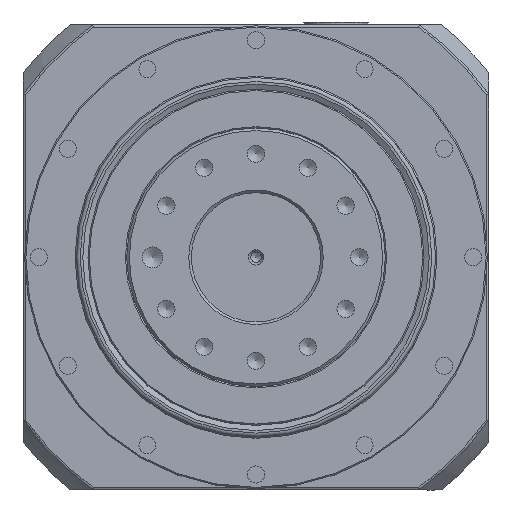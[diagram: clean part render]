
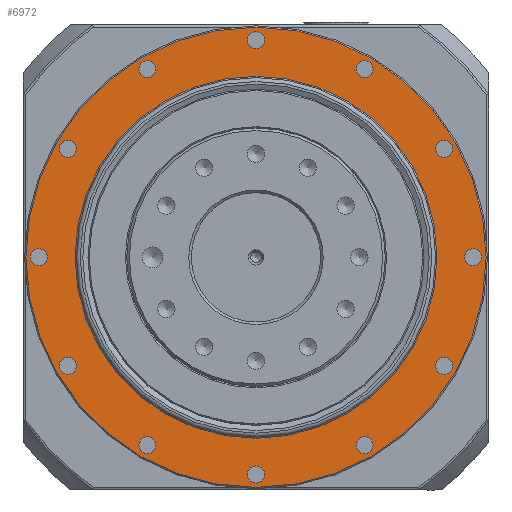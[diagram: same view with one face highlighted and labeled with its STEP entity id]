
A CAD part, left-side view. The second image highlights one B-rep face of the part: STEP entity #6972.
In plain terms, the highlighted planar face has unit normal (-1, 0, 0).
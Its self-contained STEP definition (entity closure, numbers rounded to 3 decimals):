
#1513=FACE_BOUND('',#2516,.T.);
#1514=FACE_BOUND('',#2517,.T.);
#1515=FACE_BOUND('',#2518,.T.);
#1516=FACE_BOUND('',#2519,.T.);
#1517=FACE_BOUND('',#2520,.T.);
#1518=FACE_BOUND('',#2521,.T.);
#1519=FACE_BOUND('',#2522,.T.);
#1520=FACE_BOUND('',#2523,.T.);
#1521=FACE_BOUND('',#2524,.T.);
#1522=FACE_BOUND('',#2525,.T.);
#1523=FACE_BOUND('',#2526,.T.);
#1524=FACE_BOUND('',#2527,.T.);
#1525=FACE_BOUND('',#2528,.T.);
#1918=FACE_OUTER_BOUND('',#2515,.T.);
#2515=EDGE_LOOP('',(#5626));
#2516=EDGE_LOOP('',(#5627));
#2517=EDGE_LOOP('',(#5628));
#2518=EDGE_LOOP('',(#5629));
#2519=EDGE_LOOP('',(#5630));
#2520=EDGE_LOOP('',(#5631));
#2521=EDGE_LOOP('',(#5632));
#2522=EDGE_LOOP('',(#5633));
#2523=EDGE_LOOP('',(#5634));
#2524=EDGE_LOOP('',(#5635));
#2525=EDGE_LOOP('',(#5636));
#2526=EDGE_LOOP('',(#5637));
#2527=EDGE_LOOP('',(#5638));
#2528=EDGE_LOOP('',(#5639));
#3179=CIRCLE('',#7668,70.);
#3184=CIRCLE('',#7676,89.);
#3185=CIRCLE('',#7677,3.3);
#3186=CIRCLE('',#7678,3.3);
#3187=CIRCLE('',#7679,3.3);
#3188=CIRCLE('',#7680,3.3);
#3189=CIRCLE('',#7681,3.3);
#3190=CIRCLE('',#7682,3.3);
#3191=CIRCLE('',#7683,3.3);
#3192=CIRCLE('',#7684,3.3);
#3193=CIRCLE('',#7685,3.3);
#3194=CIRCLE('',#7686,3.3);
#3195=CIRCLE('',#7687,3.3);
#3196=CIRCLE('',#7688,3.3);
#3691=VERTEX_POINT('',#11510);
#3696=VERTEX_POINT('',#11523);
#3697=VERTEX_POINT('',#11525);
#3698=VERTEX_POINT('',#11527);
#3699=VERTEX_POINT('',#11529);
#3700=VERTEX_POINT('',#11531);
#3701=VERTEX_POINT('',#11533);
#3702=VERTEX_POINT('',#11535);
#3703=VERTEX_POINT('',#11537);
#3704=VERTEX_POINT('',#11539);
#3705=VERTEX_POINT('',#11541);
#3706=VERTEX_POINT('',#11543);
#3707=VERTEX_POINT('',#11545);
#3708=VERTEX_POINT('',#11547);
#4428=EDGE_CURVE('',#3691,#3691,#3179,.T.);
#4433=EDGE_CURVE('',#3696,#3696,#3184,.T.);
#4434=EDGE_CURVE('',#3697,#3697,#3185,.T.);
#4435=EDGE_CURVE('',#3698,#3698,#3186,.T.);
#4436=EDGE_CURVE('',#3699,#3699,#3187,.T.);
#4437=EDGE_CURVE('',#3700,#3700,#3188,.T.);
#4438=EDGE_CURVE('',#3701,#3701,#3189,.T.);
#4439=EDGE_CURVE('',#3702,#3702,#3190,.T.);
#4440=EDGE_CURVE('',#3703,#3703,#3191,.T.);
#4441=EDGE_CURVE('',#3704,#3704,#3192,.T.);
#4442=EDGE_CURVE('',#3705,#3705,#3193,.T.);
#4443=EDGE_CURVE('',#3706,#3706,#3194,.T.);
#4444=EDGE_CURVE('',#3707,#3707,#3195,.T.);
#4445=EDGE_CURVE('',#3708,#3708,#3196,.T.);
#5626=ORIENTED_EDGE('',*,*,#4433,.F.);
#5627=ORIENTED_EDGE('',*,*,#4434,.T.);
#5628=ORIENTED_EDGE('',*,*,#4435,.T.);
#5629=ORIENTED_EDGE('',*,*,#4436,.T.);
#5630=ORIENTED_EDGE('',*,*,#4437,.T.);
#5631=ORIENTED_EDGE('',*,*,#4438,.T.);
#5632=ORIENTED_EDGE('',*,*,#4439,.T.);
#5633=ORIENTED_EDGE('',*,*,#4440,.T.);
#5634=ORIENTED_EDGE('',*,*,#4441,.T.);
#5635=ORIENTED_EDGE('',*,*,#4442,.T.);
#5636=ORIENTED_EDGE('',*,*,#4443,.T.);
#5637=ORIENTED_EDGE('',*,*,#4444,.T.);
#5638=ORIENTED_EDGE('',*,*,#4445,.T.);
#5639=ORIENTED_EDGE('',*,*,#4428,.T.);
#6644=PLANE('',#7675);
#6972=ADVANCED_FACE('',(#1918,#1513,#1514,#1515,#1516,#1517,#1518,#1519,
#1520,#1521,#1522,#1523,#1524,#1525),#6644,.T.);
#7668=AXIS2_PLACEMENT_3D('',#11511,#9063,#9064);
#7675=AXIS2_PLACEMENT_3D('',#11522,#9077,#9078);
#7676=AXIS2_PLACEMENT_3D('',#11524,#9079,#9080);
#7677=AXIS2_PLACEMENT_3D('',#11526,#9081,#9082);
#7678=AXIS2_PLACEMENT_3D('',#11528,#9083,#9084);
#7679=AXIS2_PLACEMENT_3D('',#11530,#9085,#9086);
#7680=AXIS2_PLACEMENT_3D('',#11532,#9087,#9088);
#7681=AXIS2_PLACEMENT_3D('',#11534,#9089,#9090);
#7682=AXIS2_PLACEMENT_3D('',#11536,#9091,#9092);
#7683=AXIS2_PLACEMENT_3D('',#11538,#9093,#9094);
#7684=AXIS2_PLACEMENT_3D('',#11540,#9095,#9096);
#7685=AXIS2_PLACEMENT_3D('',#11542,#9097,#9098);
#7686=AXIS2_PLACEMENT_3D('',#11544,#9099,#9100);
#7687=AXIS2_PLACEMENT_3D('',#11546,#9101,#9102);
#7688=AXIS2_PLACEMENT_3D('',#11548,#9103,#9104);
#9063=DIRECTION('center_axis',(1.,0.,0.));
#9064=DIRECTION('ref_axis',(0.,0.,-1.));
#9077=DIRECTION('center_axis',(-1.,0.,0.));
#9078=DIRECTION('ref_axis',(0.,0.,1.));
#9079=DIRECTION('center_axis',(1.,0.,0.));
#9080=DIRECTION('ref_axis',(0.,-1.,0.));
#9081=DIRECTION('center_axis',(1.,0.,0.));
#9082=DIRECTION('ref_axis',(0.,-0.5,-0.866));
#9083=DIRECTION('center_axis',(1.,0.,0.));
#9084=DIRECTION('ref_axis',(0.,-0.866,-0.5));
#9085=DIRECTION('center_axis',(1.,0.,0.));
#9086=DIRECTION('ref_axis',(0.,-1.,0.));
#9087=DIRECTION('center_axis',(1.,0.,0.));
#9088=DIRECTION('ref_axis',(0.,-0.866,0.5));
#9089=DIRECTION('center_axis',(1.,0.,0.));
#9090=DIRECTION('ref_axis',(0.,-0.5,0.866));
#9091=DIRECTION('center_axis',(1.,0.,0.));
#9092=DIRECTION('ref_axis',(0.,0.,1.));
#9093=DIRECTION('center_axis',(1.,0.,0.));
#9094=DIRECTION('ref_axis',(0.,0.5,0.866));
#9095=DIRECTION('center_axis',(1.,0.,0.));
#9096=DIRECTION('ref_axis',(0.,0.866,0.5));
#9097=DIRECTION('center_axis',(1.,0.,0.));
#9098=DIRECTION('ref_axis',(0.,1.,0.));
#9099=DIRECTION('center_axis',(1.,0.,0.));
#9100=DIRECTION('ref_axis',(0.,0.866,-0.5));
#9101=DIRECTION('center_axis',(1.,0.,0.));
#9102=DIRECTION('ref_axis',(0.,0.5,-0.866));
#9103=DIRECTION('center_axis',(1.,0.,0.));
#9104=DIRECTION('ref_axis',(0.,0.,-1.));
#11510=CARTESIAN_POINT('',(-188.786,178.296,-37.682));
#11511=CARTESIAN_POINT('Origin',(-188.786,108.296,-37.682));
#11522=CARTESIAN_POINT('Origin',(-188.786,197.796,-37.682));
#11523=CARTESIAN_POINT('',(-188.786,197.296,-37.682));
#11524=CARTESIAN_POINT('Origin',(-188.786,108.296,-37.682));
#11525=CARTESIAN_POINT('',(-188.786,182.692,-76.824));
#11526=CARTESIAN_POINT('Origin',(-188.786,181.042,-79.682));
#11527=CARTESIAN_POINT('',(-188.786,153.154,-108.778));
#11528=CARTESIAN_POINT('Origin',(-188.786,150.296,-110.428));
#11529=CARTESIAN_POINT('',(-188.786,111.596,-121.682));
#11530=CARTESIAN_POINT('Origin',(-188.786,108.296,-121.682));
#11531=CARTESIAN_POINT('',(-188.786,69.154,-112.078));
#11532=CARTESIAN_POINT('Origin',(-188.786,66.296,-110.428));
#11533=CARTESIAN_POINT('',(-188.786,37.2,-82.539));
#11534=CARTESIAN_POINT('Origin',(-188.786,35.55,-79.682));
#11535=CARTESIAN_POINT('',(-188.786,24.296,-40.982));
#11536=CARTESIAN_POINT('Origin',(-188.786,24.296,-37.682));
#11537=CARTESIAN_POINT('',(-188.786,33.9,1.461));
#11538=CARTESIAN_POINT('Origin',(-188.786,35.55,4.318));
#11539=CARTESIAN_POINT('',(-188.786,63.438,33.415));
#11540=CARTESIAN_POINT('Origin',(-188.786,66.296,35.065));
#11541=CARTESIAN_POINT('',(-188.786,104.996,46.318));
#11542=CARTESIAN_POINT('Origin',(-188.786,108.296,46.318));
#11543=CARTESIAN_POINT('',(-188.786,147.438,36.715));
#11544=CARTESIAN_POINT('Origin',(-188.786,150.296,35.065));
#11545=CARTESIAN_POINT('',(-188.786,179.392,7.176));
#11546=CARTESIAN_POINT('Origin',(-188.786,181.042,4.318));
#11547=CARTESIAN_POINT('',(-188.786,192.296,-34.382));
#11548=CARTESIAN_POINT('Origin',(-188.786,192.296,-37.682));
